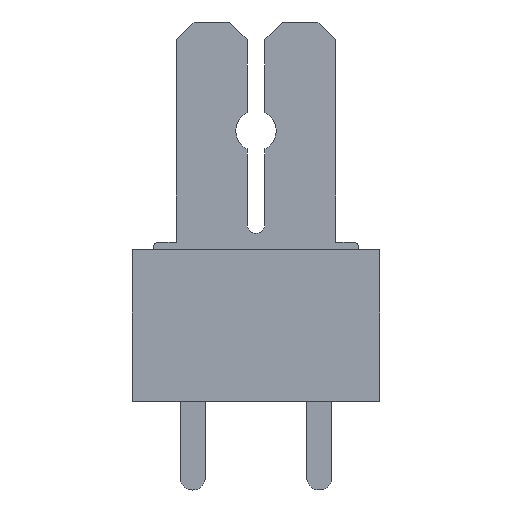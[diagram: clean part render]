
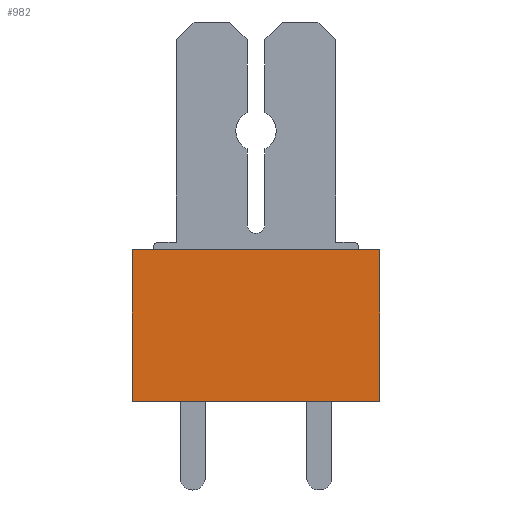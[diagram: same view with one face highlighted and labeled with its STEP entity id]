
A CAD part, left-side view. The second image highlights one B-rep face of the part: STEP entity #982.
In plain terms, the highlighted planar face has unit normal (-1, 0, 0).
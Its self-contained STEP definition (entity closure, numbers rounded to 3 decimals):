
#974=AXIS2_PLACEMENT_3D('Plane Axis2P3D',#971,#972,#973) ;
#49=CARTESIAN_POINT('Vertex',(0.,9.8,9.5)) ;
#52=CARTESIAN_POINT('Line Origine',(0.,4.9,9.5)) ;
#56=CARTESIAN_POINT('Vertex',(0.,0.,9.5)) ;
#495=CARTESIAN_POINT('Vertex',(0.,9.8,3.5)) ;
#498=CARTESIAN_POINT('Line Origine',(0.,9.8,6.5)) ;
#526=CARTESIAN_POINT('Vertex',(0.,0.,3.5)) ;
#529=CARTESIAN_POINT('Line Origine',(0.,4.9,3.5)) ;
#959=CARTESIAN_POINT('Line Origine',(0.,0.,6.5)) ;
#971=CARTESIAN_POINT('Axis2P3D Location',(0.,0.,0.)) ;
#53=DIRECTION('Vector Direction',(0.,-1.,0.)) ;
#499=DIRECTION('Vector Direction',(0.,0.,1.)) ;
#530=DIRECTION('Vector Direction',(0.,1.,0.)) ;
#960=DIRECTION('Vector Direction',(0.,0.,-1.)) ;
#972=DIRECTION('Axis2P3D Direction',(-1.,0.,0.)) ;
#973=DIRECTION('Axis2P3D XDirection',(0.,0.,1.)) ;
#54=VECTOR('Line Direction',#53,1.) ;
#500=VECTOR('Line Direction',#499,1.) ;
#531=VECTOR('Line Direction',#530,1.) ;
#961=VECTOR('Line Direction',#960,1.) ;
#977=ORIENTED_EDGE('',*,*,#58,.T.) ;
#978=ORIENTED_EDGE('',*,*,#502,.T.) ;
#979=ORIENTED_EDGE('',*,*,#533,.T.) ;
#980=ORIENTED_EDGE('',*,*,#963,.T.) ;
#982=ADVANCED_FACE('Housing',(#981),#975,.T.) ;
#58=EDGE_CURVE('',#57,#50,#55,.F.) ;
#502=EDGE_CURVE('',#50,#496,#501,.F.) ;
#533=EDGE_CURVE('',#496,#527,#532,.F.) ;
#963=EDGE_CURVE('',#527,#57,#962,.F.) ;
#976=EDGE_LOOP('',(#977,#978,#979,#980)) ;
#981=FACE_OUTER_BOUND('',#976,.T.) ;
#55=LINE('Line',#52,#54) ;
#501=LINE('Line',#498,#500) ;
#532=LINE('Line',#529,#531) ;
#962=LINE('Line',#959,#961) ;
#975=PLANE('',#974) ;
#50=VERTEX_POINT('',#49) ;
#57=VERTEX_POINT('',#56) ;
#496=VERTEX_POINT('',#495) ;
#527=VERTEX_POINT('',#526) ;
